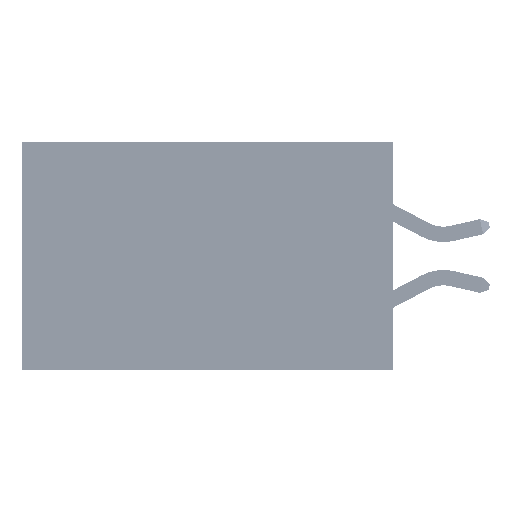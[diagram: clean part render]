
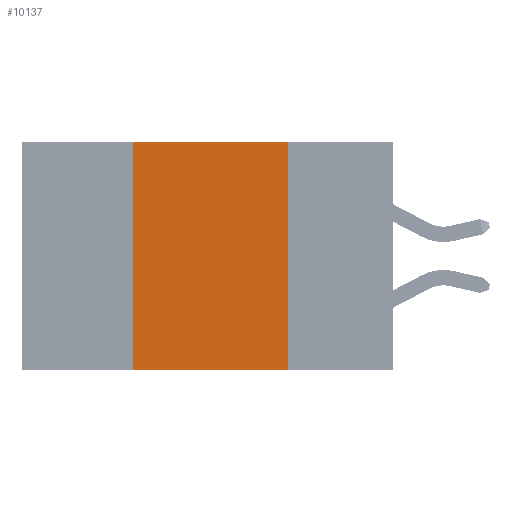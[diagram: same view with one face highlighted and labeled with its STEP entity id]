
A CAD part, left-side view. The second image highlights one B-rep face of the part: STEP entity #10137.
In plain terms, the highlighted planar face has unit normal (-1, 0, 0).
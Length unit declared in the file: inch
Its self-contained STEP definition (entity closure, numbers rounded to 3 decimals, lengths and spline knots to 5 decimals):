
#339 = PLANE ( 'NONE',  #31382 ) ;
#720 = VECTOR ( 'NONE', #46933, 39.37008 ) ;
#1950 = EDGE_CURVE ( 'NONE', #40376, #4320, #19030, .T. ) ;
#2650 = VECTOR ( 'NONE', #31951, 39.37008 ) ;
#2669 = ORIENTED_EDGE ( 'NONE', *, *, #30809, .F. ) ;
#3078 = VECTOR ( 'NONE', #16044, 39.37008 ) ;
#4320 = VERTEX_POINT ( 'NONE', #9744 ) ;
#9441 = FACE_OUTER_BOUND ( 'NONE', #16663, .T. ) ;
#9744 = CARTESIAN_POINT ( 'NONE',  ( 0., 0.17, 0. ) ) ;
#9921 = LINE ( 'NONE', #14084, #51484 ) ;
#10137 = ADVANCED_FACE ( 'NONE', ( #9441 ), #339, .F. ) ;
#10276 = LINE ( 'NONE', #52237, #2650 ) ;
#14084 = CARTESIAN_POINT ( 'NONE',  ( 0., 0.17, 0. ) ) ;
#14833 = ORIENTED_EDGE ( 'NONE', *, *, #24938, .F. ) ;
#16044 = DIRECTION ( 'NONE',  ( 0., -1., 0. ) ) ;
#16538 = CARTESIAN_POINT ( 'NONE',  ( 0., 0.6, 0. ) ) ;
#16663 = EDGE_LOOP ( 'NONE', ( #14833, #21850, #2669, #28275 ) ) ;
#18204 = DIRECTION ( 'NONE',  ( 0., 0., -1. ) ) ;
#19030 = LINE ( 'NONE', #27715, #3078 ) ;
#19078 = CARTESIAN_POINT ( 'NONE',  ( 0., 0.6, -0.37 ) ) ;
#19889 = CARTESIAN_POINT ( 'NONE',  ( 0., 0.42, -0.37 ) ) ;
#21850 = ORIENTED_EDGE ( 'NONE', *, *, #1950, .F. ) ;
#24938 = EDGE_CURVE ( 'NONE', #4320, #41879, #9921, .T. ) ;
#25694 = CARTESIAN_POINT ( 'NONE',  ( 0., 0.42, 0. ) ) ;
#27715 = CARTESIAN_POINT ( 'NONE',  ( 0., 0.6, 0. ) ) ;
#28256 = EDGE_CURVE ( 'NONE', #43065, #41879, #32050, .T. ) ;
#28275 = ORIENTED_EDGE ( 'NONE', *, *, #28256, .T. ) ;
#29075 = DIRECTION ( 'NONE',  ( 0., 0., -1. ) ) ;
#29821 = CARTESIAN_POINT ( 'NONE',  ( 0., 0.17, -0.37 ) ) ;
#30809 = EDGE_CURVE ( 'NONE', #43065, #40376, #10276, .T. ) ;
#31382 = AXIS2_PLACEMENT_3D ( 'NONE', #16538, #45135, #29075 ) ;
#31951 = DIRECTION ( 'NONE',  ( 0., 0., 1. ) ) ;
#32050 = LINE ( 'NONE', #19078, #720 ) ;
#40376 = VERTEX_POINT ( 'NONE', #25694 ) ;
#41879 = VERTEX_POINT ( 'NONE', #29821 ) ;
#43065 = VERTEX_POINT ( 'NONE', #19889 ) ;
#45135 = DIRECTION ( 'NONE',  ( 1., 0., 0. ) ) ;
#46933 = DIRECTION ( 'NONE',  ( 0., -1., 0. ) ) ;
#51484 = VECTOR ( 'NONE', #18204, 39.37008 ) ;
#52237 = CARTESIAN_POINT ( 'NONE',  ( 0., 0.42, 0. ) ) ;
